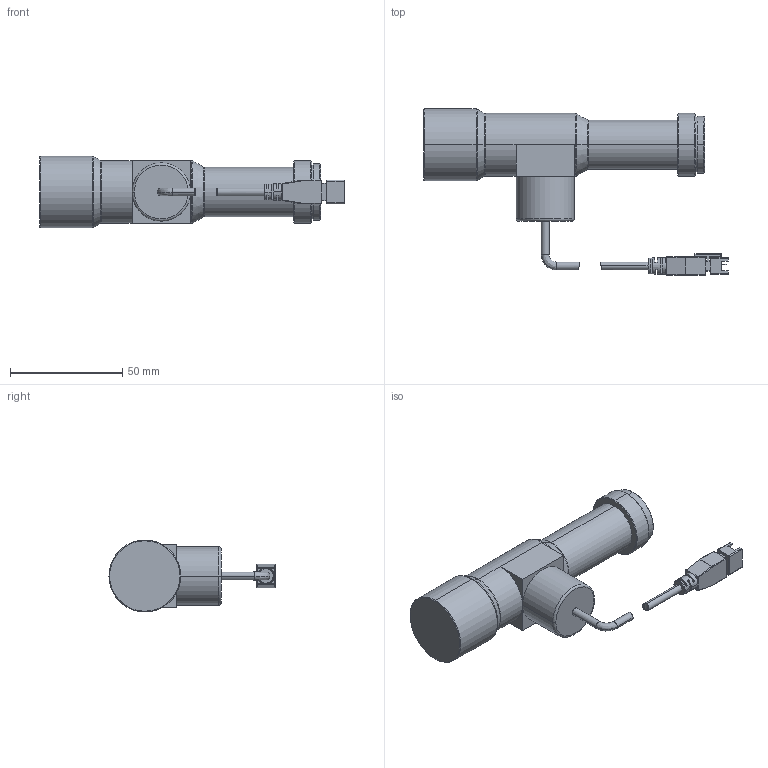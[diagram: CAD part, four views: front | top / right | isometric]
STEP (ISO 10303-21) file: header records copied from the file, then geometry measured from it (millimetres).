
FILE_DESCRIPTION (( 'STEP AP203' ), '1' );
FILE_NAME ('WWH30-108CTLV3（带光源）.STEP', '2021-05-14T09:01:57', ( 'Windows User' ), ( 'P R C' ), 'SwSTEP 2.0', 'SolidWorks 2017', '' );
FILE_SCHEMA (( 'CONFIG_CONTROL_DESIGN' ));
Length unit declared in the file: millimetre
Products named in the file (4): 萇埭盄-1; WWH30-108CTLV3（带光源）; WWH30-108CTLV3; 萇埭盄-2
Assembly tree (3 placements, depth 2):
  WWH30-108CTLV3（带光源）
    WWH30-108CTLV3
    萇埭盄-1
    萇埭盄-2
Bounding box: 135.8 x 74.05 x 32 mm (x, y, z)
Volume: 86604 mm3; surface area: 16805.1 mm2
Topology: 3 solids, 3 shells, 280 faces, 689 edges, 413 vertices
Faces by surface type: plane 141, cylinder 81, bspline 28, torus 16, cone 14
Entity records: 9089 total; most frequent: CARTESIAN_POINT 2240, DIRECTION 1355, ORIENTED_EDGE 1346, EDGE_CURVE 673, AXIS2_PLACEMENT_3D 476, VERTEX_POINT 413, VECTOR 403, LINE 403
